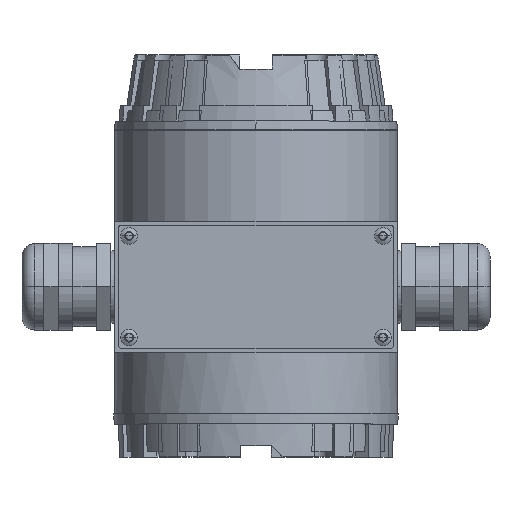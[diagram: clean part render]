
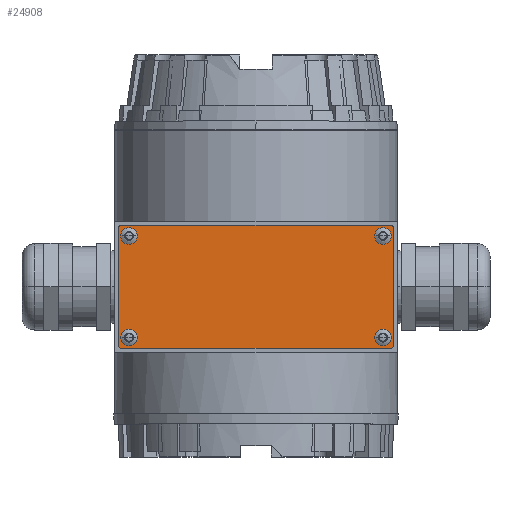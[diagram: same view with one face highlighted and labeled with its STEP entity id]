
A CAD part, top view. The second image highlights one B-rep face of the part: STEP entity #24908.
In plain terms, the highlighted planar face has unit normal (0, 0, 1).
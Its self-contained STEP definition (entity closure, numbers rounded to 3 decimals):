
#9847=CARTESIAN_POINT('',(-37.,-27.,39.5));
#9848=DIRECTION('',(0.,0.,-1.));
#9849=DIRECTION('',(-1.,0.,0.));
#9850=AXIS2_PLACEMENT_3D('',#9847,#9848,#9849);
#9852=DIRECTION('',(1.,0.,0.));
#9853=VECTOR('',#9852,74.);
#9854=CARTESIAN_POINT('',(-37.,-26.,39.5));
#9855=LINE('',#9854,#9853);
#9856=CARTESIAN_POINT('',(37.,-27.,39.5));
#9857=DIRECTION('',(0.,0.,-1.));
#9858=DIRECTION('',(0.,1.,0.));
#9859=AXIS2_PLACEMENT_3D('',#9856,#9857,#9858);
#9861=DIRECTION('',(0.,-1.,0.));
#9862=VECTOR('',#9861,32.);
#9863=CARTESIAN_POINT('',(38.,-27.,39.5));
#9864=LINE('',#9863,#9862);
#9865=CARTESIAN_POINT('',(37.,-59.,39.5));
#9866=DIRECTION('',(0.,0.,-1.));
#9867=DIRECTION('',(1.,0.,0.));
#9868=AXIS2_PLACEMENT_3D('',#9865,#9866,#9867);
#9870=DIRECTION('',(-1.,0.,0.));
#9871=VECTOR('',#9870,74.);
#9872=CARTESIAN_POINT('',(37.,-60.,39.5));
#9873=LINE('',#9872,#9871);
#9874=CARTESIAN_POINT('',(-37.,-59.,39.5));
#9875=DIRECTION('',(0.,0.,-1.));
#9876=DIRECTION('',(0.,-1.,0.));
#9877=AXIS2_PLACEMENT_3D('',#9874,#9875,#9876);
#9879=DIRECTION('',(0.,1.,0.));
#9880=VECTOR('',#9879,32.);
#9881=CARTESIAN_POINT('',(-38.,-59.,39.5));
#9882=LINE('',#9881,#9880);
#9883=CARTESIAN_POINT('',(35.,-29.,39.5));
#9884=DIRECTION('',(0.,0.,1.));
#9885=DIRECTION('',(1.,0.,0.));
#9886=AXIS2_PLACEMENT_3D('',#9883,#9884,#9885);
#9888=CARTESIAN_POINT('',(35.,-29.,39.5));
#9889=DIRECTION('',(0.,0.,1.));
#9890=DIRECTION('',(-1.,0.,0.));
#9891=AXIS2_PLACEMENT_3D('',#9888,#9889,#9890);
#9893=CARTESIAN_POINT('',(35.,-57.,39.5));
#9894=DIRECTION('',(0.,0.,1.));
#9895=DIRECTION('',(1.,0.,0.));
#9896=AXIS2_PLACEMENT_3D('',#9893,#9894,#9895);
#9898=CARTESIAN_POINT('',(35.,-57.,39.5));
#9899=DIRECTION('',(0.,0.,1.));
#9900=DIRECTION('',(-1.,0.,0.));
#9901=AXIS2_PLACEMENT_3D('',#9898,#9899,#9900);
#9903=CARTESIAN_POINT('',(-35.,-57.,39.5));
#9904=DIRECTION('',(0.,0.,1.));
#9905=DIRECTION('',(1.,0.,0.));
#9906=AXIS2_PLACEMENT_3D('',#9903,#9904,#9905);
#9908=CARTESIAN_POINT('',(-35.,-57.,39.5));
#9909=DIRECTION('',(0.,0.,1.));
#9910=DIRECTION('',(-1.,0.,0.));
#9911=AXIS2_PLACEMENT_3D('',#9908,#9909,#9910);
#9913=CARTESIAN_POINT('',(-35.,-29.,39.5));
#9914=DIRECTION('',(0.,0.,1.));
#9915=DIRECTION('',(1.,0.,0.));
#9916=AXIS2_PLACEMENT_3D('',#9913,#9914,#9915);
#9918=CARTESIAN_POINT('',(-35.,-29.,39.5));
#9919=DIRECTION('',(0.,0.,1.));
#9920=DIRECTION('',(-1.,0.,0.));
#9921=AXIS2_PLACEMENT_3D('',#9918,#9919,#9920);
#10654=CARTESIAN_POINT('',(38.,-59.,39.5));
#10655=VERTEX_POINT('',#10654);
#10656=CARTESIAN_POINT('',(38.,-27.,39.5));
#10657=VERTEX_POINT('',#10656);
#10658=CARTESIAN_POINT('',(37.,-60.,39.5));
#10659=VERTEX_POINT('',#10658);
#10660=CARTESIAN_POINT('',(-37.,-60.,39.5));
#10661=VERTEX_POINT('',#10660);
#10662=CARTESIAN_POINT('',(-38.,-59.,39.5));
#10663=VERTEX_POINT('',#10662);
#10664=CARTESIAN_POINT('',(-38.,-27.,39.5));
#10665=VERTEX_POINT('',#10664);
#10666=CARTESIAN_POINT('',(-37.,-26.,39.5));
#10667=VERTEX_POINT('',#10666);
#10668=CARTESIAN_POINT('',(37.,-26.,39.5));
#10669=VERTEX_POINT('',#10668);
#10670=CARTESIAN_POINT('',(37.25,-29.,39.5));
#10671=CARTESIAN_POINT('',(32.75,-29.,39.5));
#10672=VERTEX_POINT('',#10670);
#10673=VERTEX_POINT('',#10671);
#10674=CARTESIAN_POINT('',(37.25,-57.,39.5));
#10675=CARTESIAN_POINT('',(32.75,-57.,39.5));
#10676=VERTEX_POINT('',#10674);
#10677=VERTEX_POINT('',#10675);
#10678=CARTESIAN_POINT('',(-32.75,-57.,39.5));
#10679=CARTESIAN_POINT('',(-37.25,-57.,39.5));
#10680=VERTEX_POINT('',#10678);
#10681=VERTEX_POINT('',#10679);
#10682=CARTESIAN_POINT('',(-32.75,-29.,39.5));
#10683=CARTESIAN_POINT('',(-37.25,-29.,39.5));
#10684=VERTEX_POINT('',#10682);
#10685=VERTEX_POINT('',#10683);
#24869=CARTESIAN_POINT('',(0.,-43.,39.5));
#24870=DIRECTION('',(0.,0.,1.));
#24871=DIRECTION('',(-1.,0.,0.));
#24872=AXIS2_PLACEMENT_3D('',#24869,#24870,#24871);
#24873=PLANE('',#24872);
#24874=ORIENTED_EDGE('',*,*,#24836,.T.);
#24875=ORIENTED_EDGE('',*,*,#24850,.T.);
#24876=ORIENTED_EDGE('',*,*,#24863,.T.);
#24877=ORIENTED_EDGE('',*,*,#24765,.T.);
#24878=ORIENTED_EDGE('',*,*,#24780,.T.);
#24879=ORIENTED_EDGE('',*,*,#24794,.T.);
#24880=ORIENTED_EDGE('',*,*,#24808,.T.);
#24881=ORIENTED_EDGE('',*,*,#24822,.T.);
#24882=EDGE_LOOP('',(#24874,#24875,#24876,#24877,#24878,#24879,#24880,#24881));
#24883=FACE_OUTER_BOUND('',#24882,.F.);
#24885=ORIENTED_EDGE('',*,*,#24884,.T.);
#24887=ORIENTED_EDGE('',*,*,#24886,.T.);
#24888=EDGE_LOOP('',(#24885,#24887));
#24889=FACE_BOUND('',#24888,.F.);
#24891=ORIENTED_EDGE('',*,*,#24890,.T.);
#24893=ORIENTED_EDGE('',*,*,#24892,.T.);
#24894=EDGE_LOOP('',(#24891,#24893));
#24895=FACE_BOUND('',#24894,.F.);
#24897=ORIENTED_EDGE('',*,*,#24896,.T.);
#24899=ORIENTED_EDGE('',*,*,#24898,.T.);
#24900=EDGE_LOOP('',(#24897,#24899));
#24901=FACE_BOUND('',#24900,.F.);
#24903=ORIENTED_EDGE('',*,*,#24902,.T.);
#24905=ORIENTED_EDGE('',*,*,#24904,.T.);
#24906=EDGE_LOOP('',(#24903,#24905));
#24907=FACE_BOUND('',#24906,.F.);
#24908=ADVANCED_FACE('',(#24883,#24889,#24895,#24901,#24907),#24873,.T.);
#9851=CIRCLE('',#9850,1.);
#9860=CIRCLE('',#9859,1.);
#9869=CIRCLE('',#9868,1.);
#9878=CIRCLE('',#9877,1.);
#9887=CIRCLE('',#9886,2.25);
#9892=CIRCLE('',#9891,2.25);
#9897=CIRCLE('',#9896,2.25);
#9902=CIRCLE('',#9901,2.25);
#9907=CIRCLE('',#9906,2.25);
#9912=CIRCLE('',#9911,2.25);
#9917=CIRCLE('',#9916,2.25);
#9922=CIRCLE('',#9921,2.25);
#24765=EDGE_CURVE('',#10657,#10655,#9864,.T.);
#24780=EDGE_CURVE('',#10655,#10659,#9869,.T.);
#24794=EDGE_CURVE('',#10659,#10661,#9873,.T.);
#24808=EDGE_CURVE('',#10661,#10663,#9878,.T.);
#24822=EDGE_CURVE('',#10663,#10665,#9882,.T.);
#24836=EDGE_CURVE('',#10665,#10667,#9851,.T.);
#24850=EDGE_CURVE('',#10667,#10669,#9855,.T.);
#24863=EDGE_CURVE('',#10669,#10657,#9860,.T.);
#24884=EDGE_CURVE('',#10672,#10673,#9887,.T.);
#24886=EDGE_CURVE('',#10673,#10672,#9892,.T.);
#24890=EDGE_CURVE('',#10676,#10677,#9897,.T.);
#24892=EDGE_CURVE('',#10677,#10676,#9902,.T.);
#24896=EDGE_CURVE('',#10680,#10681,#9907,.T.);
#24898=EDGE_CURVE('',#10681,#10680,#9912,.T.);
#24902=EDGE_CURVE('',#10684,#10685,#9917,.T.);
#24904=EDGE_CURVE('',#10685,#10684,#9922,.T.);
